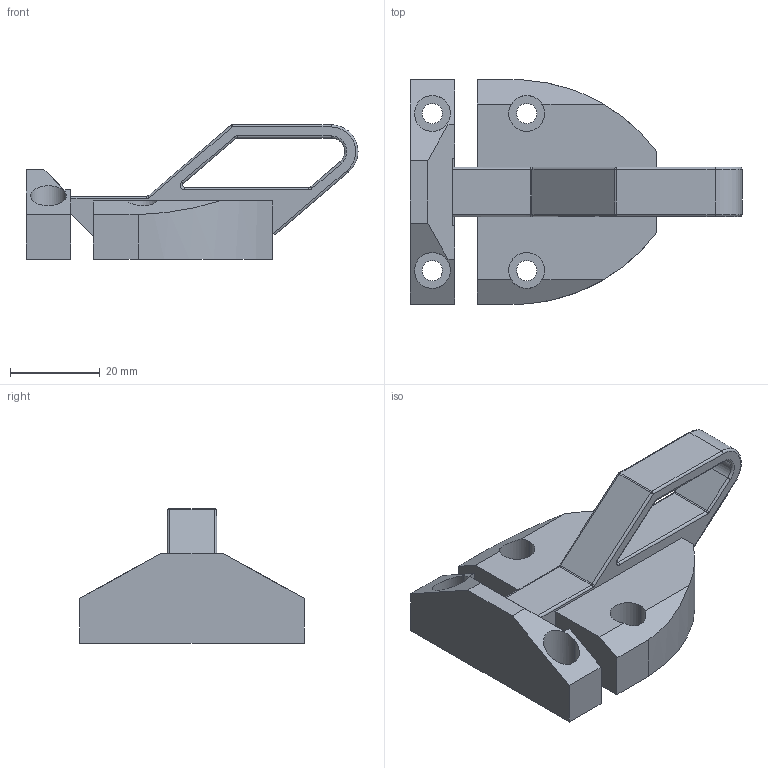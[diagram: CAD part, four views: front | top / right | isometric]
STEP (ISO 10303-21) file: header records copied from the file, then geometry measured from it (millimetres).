
FILE_DESCRIPTION (( 'STEP AP203' ), '1' );
FILE_NAME ('084.518.002.STEP', '2017-12-18T15:54:41', ( 'Localadmin' ), ( 'Microsoft' ), 'SwSTEP 2.0', 'SolidWorks 2016', '' );
FILE_SCHEMA (( 'CONFIG_CONTROL_DESIGN' ));
Length unit declared in the file: millimetre
Products named in the file (1): 084.518.002
Bounding box: 74 x 50 x 30 mm (x, y, z)
Volume: 29935.9 mm3; surface area: 13073.6 mm2
Topology: 3 solids, 3 shells, 101 faces, 249 edges, 154 vertices
Faces by surface type: cylinder 44, plane 43, torus 12, sphere 2
Entity records: 3048 total; most frequent: CARTESIAN_POINT 545, DIRECTION 527, ORIENTED_EDGE 494, EDGE_CURVE 247, AXIS2_PLACEMENT_3D 192, VERTEX_POINT 154, LINE 143, VECTOR 143
